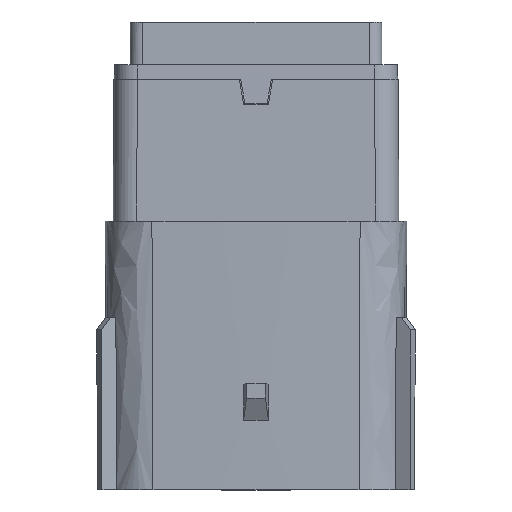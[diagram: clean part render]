
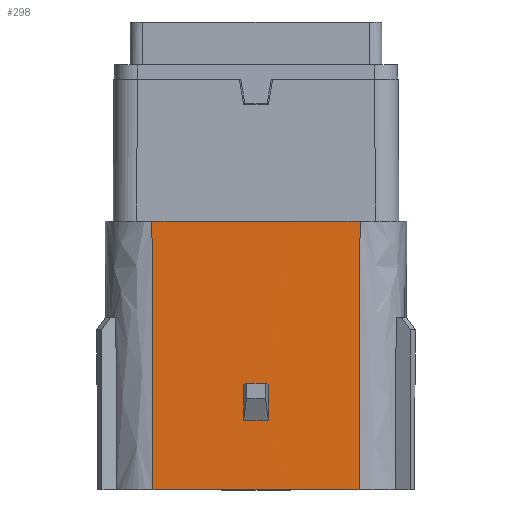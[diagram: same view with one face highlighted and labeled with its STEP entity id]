
A CAD part, top view. The second image highlights one B-rep face of the part: STEP entity #298.
In plain terms, the highlighted conical face has half-angle 0.25 degrees and reference radius 392.09 mm.
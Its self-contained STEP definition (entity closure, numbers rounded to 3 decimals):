
#152=ELLIPSE('',#7714,393.493,391.996);
#153=ELLIPSE('',#7715,778.371,389.174);
#225=FACE_BOUND('',#1358,.T.);
#226=FACE_BOUND('',#1359,.T.);
#245=CONICAL_SURFACE('',#7716,392.09,0.25);
#298=ADVANCED_FACE('',(#225,#226),#245,.T.);
#1358=EDGE_LOOP('',(#2210,#2211,#2212,#2213));
#1359=EDGE_LOOP('',(#2214,#2215,#2216,#2217));
#1745=CIRCLE('',#7712,392.09);
#1746=CIRCLE('',#7713,392.232);
#1794=B_SPLINE_CURVE_WITH_KNOTS('',3,(#10557,#10558,#10559,#10560),
 .UNSPECIFIED.,.F.,.F.,(4,4),(0.,1.),.UNSPECIFIED.);
#1808=B_SPLINE_CURVE_WITH_KNOTS('',3,(#10666,#10667,#10668,#10669),
 .UNSPECIFIED.,.F.,.F.,(4,4),(0.,1.),.UNSPECIFIED.);
#1812=B_SPLINE_CURVE_WITH_KNOTS('',3,(#10717,#10718,#10719,#10720),
 .UNSPECIFIED.,.F.,.F.,(4,4),(0.,1.),.UNSPECIFIED.);
#1813=B_SPLINE_CURVE_WITH_KNOTS('',3,(#10724,#10725,#10726,#10727),
 .UNSPECIFIED.,.F.,.F.,(4,4),(0.,1.),.UNSPECIFIED.);
#2210=ORIENTED_EDGE('',*,*,#5114,.T.);
#2211=ORIENTED_EDGE('',*,*,#5124,.F.);
#2212=ORIENTED_EDGE('',*,*,#5100,.T.);
#2213=ORIENTED_EDGE('',*,*,#5125,.T.);
#2214=ORIENTED_EDGE('',*,*,#5126,.F.);
#2215=ORIENTED_EDGE('',*,*,#5127,.F.);
#2216=ORIENTED_EDGE('',*,*,#5128,.F.);
#2217=ORIENTED_EDGE('',*,*,#5129,.T.);
#4340=VERTEX_POINT('',#10561);
#4341=VERTEX_POINT('',#10562);
#4354=VERTEX_POINT('',#10665);
#4355=VERTEX_POINT('',#10670);
#4364=VERTEX_POINT('',#10715);
#4365=VERTEX_POINT('',#10716);
#4366=VERTEX_POINT('',#10721);
#4367=VERTEX_POINT('',#10723);
#5100=EDGE_CURVE('',#4340,#4341,#1794,.T.);
#5114=EDGE_CURVE('',#4355,#4354,#1808,.T.);
#5124=EDGE_CURVE('',#4340,#4354,#1745,.T.);
#5125=EDGE_CURVE('',#4341,#4355,#1746,.T.);
#5126=EDGE_CURVE('',#4364,#4365,#152,.T.);
#5127=EDGE_CURVE('',#4366,#4364,#1812,.T.);
#5128=EDGE_CURVE('',#4367,#4366,#153,.T.);
#5129=EDGE_CURVE('',#4367,#4365,#1813,.T.);
#7712=AXIS2_PLACEMENT_3D('',#10712,#8464,#8465);
#7713=AXIS2_PLACEMENT_3D('',#10713,#8466,#8467);
#7714=AXIS2_PLACEMENT_3D('',#10714,#8468,#8469);
#7715=AXIS2_PLACEMENT_3D('',#10722,#8470,#8471);
#7716=AXIS2_PLACEMENT_3D('',#10728,#8472,#8473);
#8464=DIRECTION('',(0.,-1.,0.));
#8465=DIRECTION('',(1.,0.,0.));
#8466=DIRECTION('',(0.,-1.,0.));
#8467=DIRECTION('',(-1.,0.,0.));
#8468=DIRECTION('',(0.,-0.996,0.087));
#8469=DIRECTION('',(0.,0.087,0.996));
#8470=DIRECTION('',(0.,0.5,-0.866));
#8471=DIRECTION('',(0.,0.866,0.5));
#8472=DIRECTION('',(0.,1.,0.));
#8473=DIRECTION('',(0.,0.,-1.));
#10557=CARTESIAN_POINT('',(12.496,0.,8.716));
#10558=CARTESIAN_POINT('',(12.539,10.867,8.762));
#10559=CARTESIAN_POINT('',(12.582,21.733,8.808));
#10560=CARTESIAN_POINT('',(12.625,32.6,8.854));
#10561=CARTESIAN_POINT('',(12.496,0.,8.716));
#10562=CARTESIAN_POINT('',(12.625,32.6,8.854));
#10665=CARTESIAN_POINT('',(-12.496,0.,8.716));
#10666=CARTESIAN_POINT('',(-12.625,32.6,8.854));
#10667=CARTESIAN_POINT('',(-12.582,21.733,8.808));
#10668=CARTESIAN_POINT('',(-12.539,10.867,8.762));
#10669=CARTESIAN_POINT('',(-12.496,0.,8.716));
#10670=CARTESIAN_POINT('',(-12.625,32.6,8.854));
#10712=CARTESIAN_POINT('',(0.,0.,-383.175));
#10713=CARTESIAN_POINT('',(0.,32.6,-383.175));
#10714=CARTESIAN_POINT('',(0.,-21.529,-383.025));
#10715=CARTESIAN_POINT('',(1.5,12.766,8.968));
#10716=CARTESIAN_POINT('',(-1.5,12.766,8.968));
#10717=CARTESIAN_POINT('',(1.504,8.423,8.949));
#10718=CARTESIAN_POINT('',(1.503,9.871,8.955));
#10719=CARTESIAN_POINT('',(1.501,11.318,8.962));
#10720=CARTESIAN_POINT('',(1.5,12.766,8.968));
#10721=CARTESIAN_POINT('',(1.504,8.423,8.949));
#10722=CARTESIAN_POINT('',(0.,-665.661,-380.234));
#10723=CARTESIAN_POINT('',(-1.504,8.423,8.949));
#10724=CARTESIAN_POINT('',(-1.504,8.423,8.949));
#10725=CARTESIAN_POINT('',(-1.503,9.871,8.955));
#10726=CARTESIAN_POINT('',(-1.501,11.318,8.962));
#10727=CARTESIAN_POINT('',(-1.5,12.766,8.968));
#10728=CARTESIAN_POINT('',(0.,0.,-383.175));
